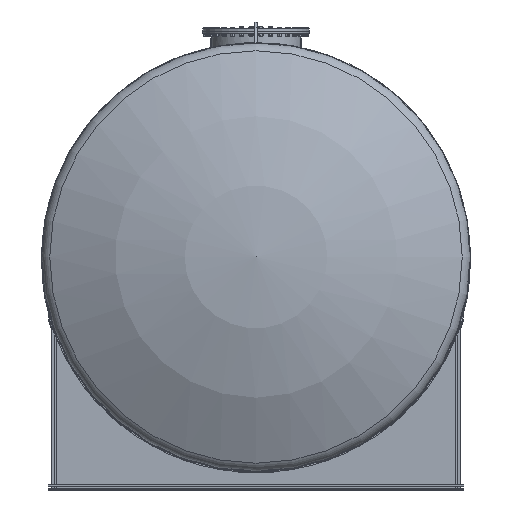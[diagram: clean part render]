
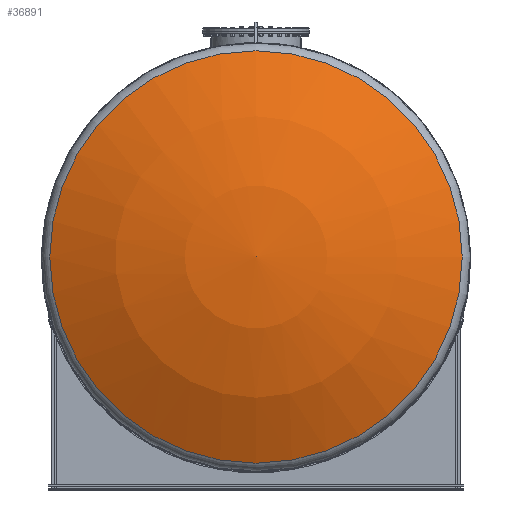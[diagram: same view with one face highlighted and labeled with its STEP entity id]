
A CAD part, top view. The second image highlights one B-rep face of the part: STEP entity #36891.
In plain terms, the highlighted spherical face has radius 2909 mm.
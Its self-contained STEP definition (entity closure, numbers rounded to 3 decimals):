
#36875=CARTESIAN_POINT('',(0.,0.0,12531.531));
#36876=DIRECTION('',(0.0,0.0,1.0));
#36877=DIRECTION('',(1.0,0.0,0.0));
#36878=AXIS2_PLACEMENT_3D('',#36875,#36876,#36877);
#36879=SPHERICAL_SURFACE('',#36878,2909.);
#36880=CARTESIAN_POINT('',(-1395.006,0.0,15084.224));
#36881=VERTEX_POINT('',#36880);
#36882=CARTESIAN_POINT('',(0.,0.0,15084.224));
#36883=DIRECTION('',(0.0,0.0,-1.0));
#36884=DIRECTION('',(-1.0,0.0,0.0));
#36885=AXIS2_PLACEMENT_3D('',#36882,#36883,#36884);
#36886=CIRCLE('',#36885,1395.006);
#36887=EDGE_CURVE('',#36881,#36881,#36886,.T.);
#36888=ORIENTED_EDGE('',*,*,#36887,.F.);
#36889=EDGE_LOOP('',(#36888));
#36890=FACE_OUTER_BOUND('',#36889,.T.);
#36891=ADVANCED_FACE('',(#36890),#36879,.T.);
